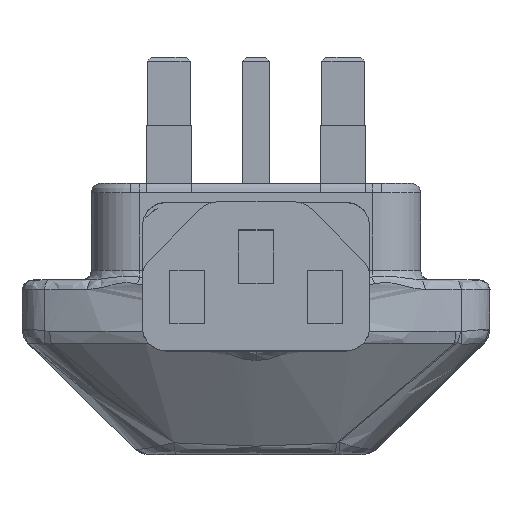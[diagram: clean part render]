
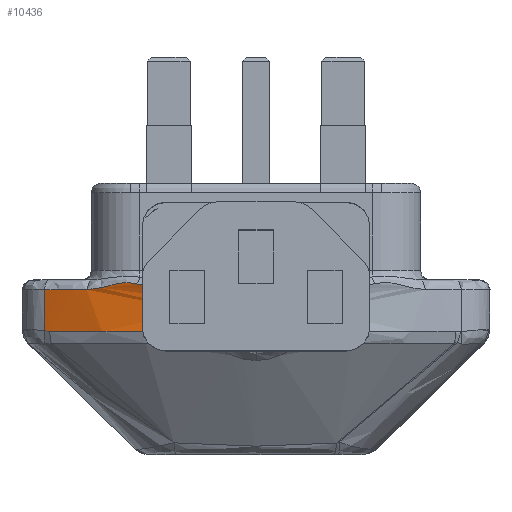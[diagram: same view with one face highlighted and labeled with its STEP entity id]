
A CAD part, top view. The second image highlights one B-rep face of the part: STEP entity #10436.
In plain terms, the highlighted cylindrical face has radius 52.5 mm (diameter 105 mm), a partial arc.
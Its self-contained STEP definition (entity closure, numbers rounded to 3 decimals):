
#618 = CARTESIAN_POINT ( 'NONE',  ( -12.232, 2.576, -172.431 ) ) ;
#758 = CARTESIAN_POINT ( 'NONE',  ( -8.088, 2.092, -171.616 ) ) ;
#999 = CARTESIAN_POINT ( 'NONE',  ( -21.819, -2.239, -175.723 ) ) ;
#1008 = EDGE_CURVE ( 'NONE', #9985, #19037, #16382, .T. ) ;
#1147 = CARTESIAN_POINT ( 'NONE',  ( -8.24, -2.342, -171.589 ) ) ;
#1278 = CARTESIAN_POINT ( 'NONE',  ( -12.232, 2.576, -172.431 ) ) ;
#1446 = EDGE_CURVE ( 'NONE', #19037, #3944, #17837, .T. ) ;
#1564 = FACE_OUTER_BOUND ( 'NONE', #15159, .T. ) ;
#2024 = ORIENTED_EDGE ( 'NONE', *, *, #2449, .T. ) ;
#2068 = EDGE_CURVE ( 'NONE', #3944, #6602, #16302, .T. ) ;
#2375 = DIRECTION ( 'NONE',  ( 0., -1., 0. ) ) ;
#2449 = EDGE_CURVE ( 'NONE', #6602, #9464, #10730, .T. ) ;
#2519 = CARTESIAN_POINT ( 'NONE',  ( -7.203, 2.057, -171.487 ) ) ;
#2599 = CARTESIAN_POINT ( 'NONE',  ( -21.819, 2., -175.723 ) ) ;
#2835 = ORIENTED_EDGE ( 'NONE', *, *, #9883, .F. ) ;
#2965 = CARTESIAN_POINT ( 'NONE',  ( -16.327, 2.113, -173.583 ) ) ;
#3944 = VERTEX_POINT ( 'NONE', #10544 ) ;
#4003 = CARTESIAN_POINT ( 'NONE',  ( -21.567, -2.285, -175.609 ) ) ;
#4241 = ORIENTED_EDGE ( 'NONE', *, *, #10080, .F. ) ;
#4274 = CARTESIAN_POINT ( 'NONE',  ( -6.447, 2.037, -171.39 ) ) ;
#4364 = CARTESIAN_POINT ( 'NONE',  ( -21.819, -2.239, -175.723 ) ) ;
#4418 = CARTESIAN_POINT ( 'NONE',  ( -21.388, -2.303, -175.529 ) ) ;
#4713 = CARTESIAN_POINT ( 'NONE',  ( -15.111, 2.428, -173.204 ) ) ;
#4754 = CARTESIAN_POINT ( 'NONE',  ( -12.232, 2.576, -172.431 ) ) ;
#5021 = DIRECTION ( 'NONE',  ( 0., -1., 0. ) ) ;
#5039 = CARTESIAN_POINT ( 'NONE',  ( -21.819, 0., -175.723 ) ) ;
#5560 = ORIENTED_EDGE ( 'NONE', *, *, #9852, .T. ) ;
#5604 = CARTESIAN_POINT ( 'NONE',  ( -15.873, -2.322, -173.368 ) ) ;
#5967 = CARTESIAN_POINT ( 'NONE',  ( -6.03, 2.028, -171.341 ) ) ;
#6342 = CARTESIAN_POINT ( 'NONE',  ( -17.481, 2., -173.976 ) ) ;
#6410 = CARTESIAN_POINT ( 'NONE',  ( -14.434, 2.607, -173.006 ) ) ;
#6602 = VERTEX_POINT ( 'NONE', #10460 ) ;
#6877 = CARTESIAN_POINT ( 'NONE',  ( -21.701, -2.264, -175.67 ) ) ;
#7240 = AXIS2_PLACEMENT_3D ( 'NONE', #12564, #2375, #14256 ) ;
#7619 = CARTESIAN_POINT ( 'NONE',  ( -11.646, 2.454, -172.295 ) ) ;
#7838 = CARTESIAN_POINT ( 'NONE',  ( -21.59, -2.282, -175.619 ) ) ;
#7967 = ORIENTED_EDGE ( 'NONE', *, *, #1008, .T. ) ;
#8132 = CARTESIAN_POINT ( 'NONE',  ( -13.832, 2.707, -172.839 ) ) ;
#9334 = CARTESIAN_POINT ( 'NONE',  ( -10.261, 2.25, -171.998 ) ) ;
#9464 = VERTEX_POINT ( 'NONE', #20541 ) ;
#9529 = B_SPLINE_CURVE_WITH_KNOTS ( 'NONE', 5,
 ( #6342, #21638, #13136, #2965, #14838, #4713, #16594, #6410, #18307, #8132, #19995, #9841, #21715, #11516, #1278 ),
 .UNSPECIFIED., .F., .F.,
 ( 6, 3, 3, 3, 6 ),
 ( 0., 0.323, 0.568, 0.75, 1. ),
 .UNSPECIFIED. ) ;
#9841 = CARTESIAN_POINT ( 'NONE',  ( -12.981, 2.717, -172.615 ) ) ;
#9852 = EDGE_CURVE ( 'NONE', #19805, #9985, #21832, .T. ) ;
#9883 = EDGE_CURVE ( 'NONE', #12671, #9464, #11808, .T. ) ;
#9985 = VERTEX_POINT ( 'NONE', #2599 ) ;
#10080 = EDGE_CURVE ( 'NONE', #19805, #12671, #9529, .T. ) ;
#10436 = ADVANCED_FACE ( 'NONE', ( #1564 ), #14078, .T. ) ;
#10460 = CARTESIAN_POINT ( 'NONE',  ( -5.923, -2.346, -171.329 ) ) ;
#10544 = CARTESIAN_POINT ( 'NONE',  ( -21.319, -2.303, -175.498 ) ) ;
#10730 = B_SPLINE_CURVE_WITH_KNOTS ( 'NONE', 3,
 ( #19836, #19952, #19775, #19756, #19727, #19697 ),
 .UNSPECIFIED., .F., .F.,
 ( 4, 2, 4 ),
 ( 0., 0.5, 1. ),
 .UNSPECIFIED. ) ;
#11006 = CARTESIAN_POINT ( 'NONE',  ( -8.928, 2.137, -171.751 ) ) ;
#11516 = CARTESIAN_POINT ( 'NONE',  ( -12.485, 2.634, -172.492 ) ) ;
#11808 = B_SPLINE_CURVE_WITH_KNOTS ( 'NONE', 5,
 ( #618, #21064, #17793, #7619, #19478, #9334, #21197, #11006, #758, #12703, #2519, #14388, #4274, #16148, #5967 ),
 .UNSPECIFIED., .F., .F.,
 ( 6, 3, 3, 3, 6 ),
 ( 0., 0.16, 0.562, 0.834, 1. ),
 .UNSPECIFIED. ) ;
#11899 = CARTESIAN_POINT ( 'NONE',  ( -18.57, -2.314, -174.281 ) ) ;
#11950 = DIRECTION ( 'NONE',  ( 0., 0., 1. ) ) ;
#12564 = CARTESIAN_POINT ( 'NONE',  ( -0.056, 2., -223.5 ) ) ;
#12650 = CARTESIAN_POINT ( 'NONE',  ( -21.319, -2.303, -175.498 ) ) ;
#12671 = VERTEX_POINT ( 'NONE', #4754 ) ;
#12703 = CARTESIAN_POINT ( 'NONE',  ( -7.75, 2.077, -171.565 ) ) ;
#12791 = CARTESIAN_POINT ( 'NONE',  ( -21.464, -2.298, -175.563 ) ) ;
#13136 = CARTESIAN_POINT ( 'NONE',  ( -16.697, 2.044, -173.705 ) ) ;
#14078 = CYLINDRICAL_SURFACE ( 'NONE', #14941, 52.5 ) ;
#14256 = DIRECTION ( 'NONE',  ( 0., 0., 1. ) ) ;
#14388 = CARTESIAN_POINT ( 'NONE',  ( -6.655, 2.042, -171.416 ) ) ;
#14838 = CARTESIAN_POINT ( 'NONE',  ( -15.701, 2.263, -173.383 ) ) ;
#14941 = AXIS2_PLACEMENT_3D ( 'NONE', #22145, #20446, #11950 ) ;
#15159 = EDGE_LOOP ( 'NONE', ( #17146, #2024, #2835, #4241, #5560, #7967, #21216 ) ) ;
#15840 = VECTOR ( 'NONE', #5021, 1000. ) ;
#15999 = CARTESIAN_POINT ( 'NONE',  ( -21.772, -2.25, -175.702 ) ) ;
#16148 = CARTESIAN_POINT ( 'NONE',  ( -6.239, 2.032, -171.365 ) ) ;
#16302 = B_SPLINE_CURVE_WITH_KNOTS ( 'NONE', 3,
 ( #12650, #11899, #5604, #22081, #1147, #17528 ),
 .UNSPECIFIED., .F., .F.,
 ( 4, 2, 4 ),
 ( 0., 0.5, 1. ),
 .UNSPECIFIED. ) ;
#16382 = LINE ( 'NONE', #5039, #15840 ) ;
#16594 = CARTESIAN_POINT ( 'NONE',  ( -14.862, 2.497, -173.13 ) ) ;
#17146 = ORIENTED_EDGE ( 'NONE', *, *, #2068, .T. ) ;
#17528 = CARTESIAN_POINT ( 'NONE',  ( -5.923, -2.346, -171.329 ) ) ;
#17742 = CARTESIAN_POINT ( 'NONE',  ( -21.319, -2.303, -175.498 ) ) ;
#17793 = CARTESIAN_POINT ( 'NONE',  ( -11.842, 2.49, -172.339 ) ) ;
#17837 = B_SPLINE_CURVE_WITH_KNOTS ( 'NONE', 3,
 ( #999, #15999, #6877, #20363, #7838, #4003, #12791, #4418, #17742 ),
 .UNSPECIFIED., .F., .F.,
 ( 4, 1, 2, 2, 4 ),
 ( 0., 0.25, 0.375, 0.5, 1. ),
 .UNSPECIFIED. ) ;
#18307 = CARTESIAN_POINT ( 'NONE',  ( -14.012, 2.682, -172.888 ) ) ;
#19037 = VERTEX_POINT ( 'NONE', #4364 ) ;
#19478 = CARTESIAN_POINT ( 'NONE',  ( -10.956, 2.335, -172.141 ) ) ;
#19697 = CARTESIAN_POINT ( 'NONE',  ( -6.03, 2.028, -171.341 ) ) ;
#19727 = CARTESIAN_POINT ( 'NONE',  ( -6.25, 1.319, -171.366 ) ) ;
#19756 = CARTESIAN_POINT ( 'NONE',  ( -6.353, 0.576, -171.379 ) ) ;
#19775 = CARTESIAN_POINT ( 'NONE',  ( -6.317, -0.913, -171.375 ) ) ;
#19805 = VERTEX_POINT ( 'NONE', #20980 ) ;
#19836 = CARTESIAN_POINT ( 'NONE',  ( -5.923, -2.346, -171.329 ) ) ;
#19952 = CARTESIAN_POINT ( 'NONE',  ( -6.177, -1.649, -171.357 ) ) ;
#19995 = CARTESIAN_POINT ( 'NONE',  ( -13.407, 2.74, -172.725 ) ) ;
#20363 = CARTESIAN_POINT ( 'NONE',  ( -21.634, -2.275, -175.639 ) ) ;
#20446 = DIRECTION ( 'NONE',  ( 0., 1., 0. ) ) ;
#20541 = CARTESIAN_POINT ( 'NONE',  ( -6.03, 2.028, -171.341 ) ) ;
#20980 = CARTESIAN_POINT ( 'NONE',  ( -17.481, 2., -173.976 ) ) ;
#21064 = CARTESIAN_POINT ( 'NONE',  ( -12.037, 2.531, -172.385 ) ) ;
#21197 = CARTESIAN_POINT ( 'NONE',  ( -9.765, 2.202, -171.902 ) ) ;
#21216 = ORIENTED_EDGE ( 'NONE', *, *, #1446, .T. ) ;
#21638 = CARTESIAN_POINT ( 'NONE',  ( -17.083, 2., -173.836 ) ) ;
#21715 = CARTESIAN_POINT ( 'NONE',  ( -12.734, 2.683, -172.553 ) ) ;
#21832 = CIRCLE ( 'NONE', #7240, 52.5 ) ;
#22081 = CARTESIAN_POINT ( 'NONE',  ( -10.708, -2.337, -172.023 ) ) ;
#22145 = CARTESIAN_POINT ( 'NONE',  ( -0.056, 0., -223.5 ) ) ;
